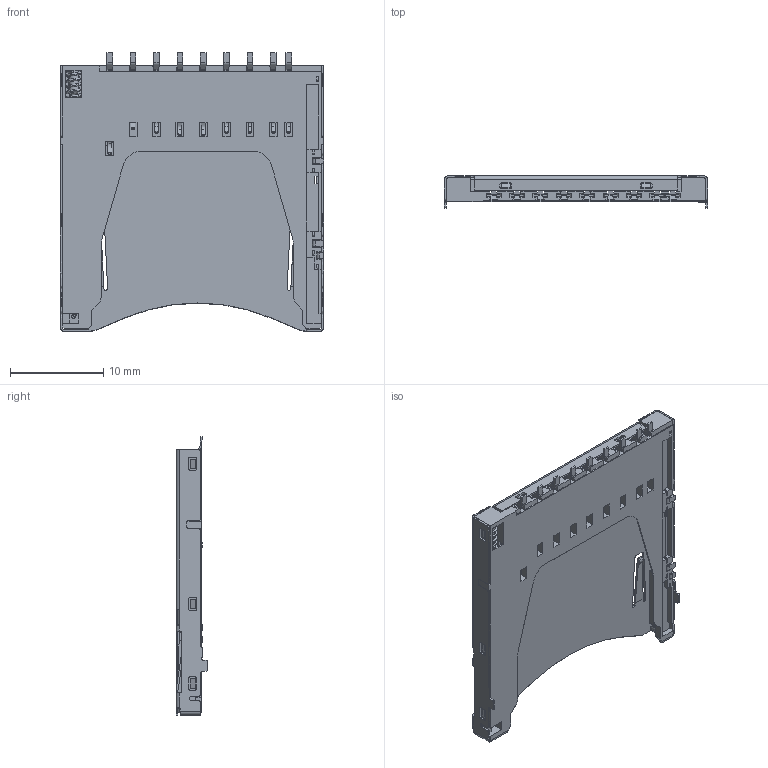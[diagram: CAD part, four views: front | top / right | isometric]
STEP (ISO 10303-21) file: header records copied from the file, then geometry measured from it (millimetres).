
FILE_DESCRIPTION((''),'2;1');
FILE_NAME('CSD05S010R_ASM-20101018','2010-10-18T',('tina'),(''),'PRO/ENGINEER BY PARAMETRIC TECHNOLOGY CORPORATION, 2003161','PRO/ENGINEER BY PARAMETRIC TECHNOLOGY CORPORATION, 2003161','');
FILE_SCHEMA(('CONFIG_CONTROL_DESIGN'));
Products named in the file (1): CSD05S010R_ASM-20101018
Bounding box: 28.15 x 3.4 x 29.81 mm (x, y, z)
Volume: 508.7 mm3; surface area: 3880.3 mm2
Topology: 17 solids, 17 shells, 2139 faces, 6196 edges, 4068 vertices
Faces by surface type: plane 1581, cylinder 493, cone 33, bspline 20, torus 8, revolution 4
Entity records: 74944 total; most frequent: CARTESIAN_POINT 17973, ORIENTED_EDGE 12392, DIRECTION 11260, EDGE_CURVE 6196, VECTOR 4946, LINE 4946, VERTEX_POINT 4068, AXIS2_PLACEMENT_3D 3155
